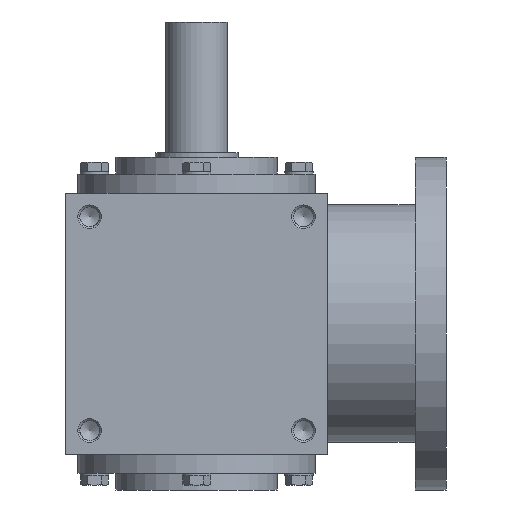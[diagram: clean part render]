
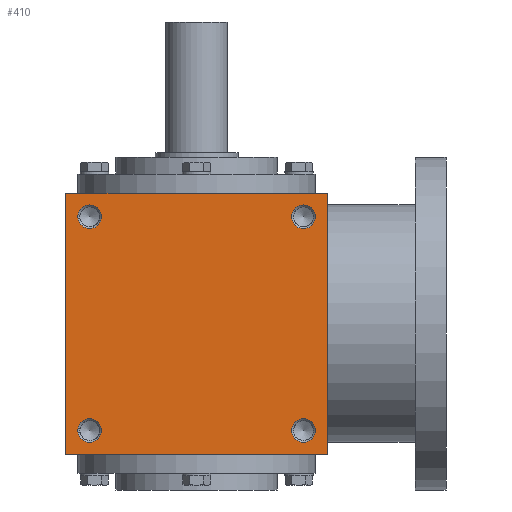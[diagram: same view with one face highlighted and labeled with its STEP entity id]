
A CAD part, front view. The second image highlights one B-rep face of the part: STEP entity #410.
In plain terms, the highlighted planar face has unit normal (0, -1, 0).
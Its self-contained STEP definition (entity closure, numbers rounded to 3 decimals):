
#410 = ADVANCED_FACE( '', ( #888, #889, #890, #891, #892 ), #893, .F. );
#888 = FACE_BOUND( '', #1571, .T. );
#889 = FACE_BOUND( '', #1572, .T. );
#890 = FACE_BOUND( '', #1573, .T. );
#891 = FACE_BOUND( '', #1574, .T. );
#892 = FACE_OUTER_BOUND( '', #1575, .T. );
#893 = PLANE( '', #1576 );
#1571 = EDGE_LOOP( '', ( #2381 ) );
#1572 = EDGE_LOOP( '', ( #2382 ) );
#1573 = EDGE_LOOP( '', ( #2383 ) );
#1574 = EDGE_LOOP( '', ( #2384 ) );
#1575 = EDGE_LOOP( '', ( #2385, #2386, #2387, #2388 ) );
#1576 = AXIS2_PLACEMENT_3D( '', #2389, #2390, #2391 );
#2381 = ORIENTED_EDGE( '', *, *, #3499, .T. );
#2382 = ORIENTED_EDGE( '', *, *, #3422, .T. );
#2383 = ORIENTED_EDGE( '', *, *, #3500, .F. );
#2384 = ORIENTED_EDGE( '', *, *, #3501, .F. );
#2385 = ORIENTED_EDGE( '', *, *, #3483, .T. );
#2386 = ORIENTED_EDGE( '', *, *, #3502, .F. );
#2387 = ORIENTED_EDGE( '', *, *, #3356, .F. );
#2388 = ORIENTED_EDGE( '', *, *, #3503, .T. );
#2389 = CARTESIAN_POINT( '', ( -55., -55., 55. ) );
#2390 = DIRECTION( '', ( 0., 1., 0. ) );
#2391 = DIRECTION( '', ( 0., 0., 1. ) );
#3356 = EDGE_CURVE( '', #3837, #3839, #3840, .T. );
#3422 = EDGE_CURVE( '', #3949, #3949, #3950, .T. );
#3483 = EDGE_CURVE( '', #4046, #4050, #4052, .T. );
#3499 = EDGE_CURVE( '', #4071, #4071, #4072, .T. );
#3500 = EDGE_CURVE( '', #4073, #4073, #4074, .T. );
#3501 = EDGE_CURVE( '', #4075, #4075, #4076, .T. );
#3502 = EDGE_CURVE( '', #3839, #4050, #4077, .T. );
#3503 = EDGE_CURVE( '', #3837, #4046, #4078, .T. );
#3837 = VERTEX_POINT( '', #4515 );
#3839 = VERTEX_POINT( '', #4518 );
#3840 = LINE( '', #4519, #4520 );
#3949 = VERTEX_POINT( '', #4635 );
#3950 = CIRCLE( '', #4636, 5. );
#4046 = VERTEX_POINT( '', #4760 );
#4050 = VERTEX_POINT( '', #4766 );
#4052 = LINE( '', #4769, #4770 );
#4071 = VERTEX_POINT( '', #4789 );
#4072 = CIRCLE( '', #4790, 5. );
#4073 = VERTEX_POINT( '', #4791 );
#4074 = CIRCLE( '', #4792, 5. );
#4075 = VERTEX_POINT( '', #4793 );
#4076 = CIRCLE( '', #4794, 5. );
#4077 = LINE( '', #4795, #4796 );
#4078 = LINE( '', #4797, #4798 );
#4515 = CARTESIAN_POINT( '', ( -55., -55., 55. ) );
#4518 = CARTESIAN_POINT( '', ( 55., -55., 55. ) );
#4519 = CARTESIAN_POINT( '', ( -55., -55., 55. ) );
#4520 = VECTOR( '', #5331, 1000. );
#4635 = CARTESIAN_POINT( '', ( -45., -55., 50. ) );
#4636 = AXIS2_PLACEMENT_3D( '', #5464, #5465, #5466 );
#4760 = CARTESIAN_POINT( '', ( -55., -55., -55. ) );
#4766 = CARTESIAN_POINT( '', ( 55., -55., -55. ) );
#4769 = CARTESIAN_POINT( '', ( -55., -55., -55. ) );
#4770 = VECTOR( '', #5571, 1000. );
#4789 = CARTESIAN_POINT( '', ( -45., -55., -40. ) );
#4790 = AXIS2_PLACEMENT_3D( '', #5593, #5594, #5595 );
#4791 = CARTESIAN_POINT( '', ( 45., -55., -50. ) );
#4792 = AXIS2_PLACEMENT_3D( '', #5596, #5597, #5598 );
#4793 = CARTESIAN_POINT( '', ( 45., -55., 40. ) );
#4794 = AXIS2_PLACEMENT_3D( '', #5599, #5600, #5601 );
#4795 = CARTESIAN_POINT( '', ( 55., -55., 55. ) );
#4796 = VECTOR( '', #5602, 1000. );
#4797 = CARTESIAN_POINT( '', ( -55., -55., 55. ) );
#4798 = VECTOR( '', #5603, 1000. );
#5331 = DIRECTION( '', ( 1., 0., 0. ) );
#5464 = CARTESIAN_POINT( '', ( -45., -55., 45. ) );
#5465 = DIRECTION( '', ( 0., 1., 0. ) );
#5466 = DIRECTION( '', ( 0., 0., 1. ) );
#5571 = DIRECTION( '', ( 1., 0., 0. ) );
#5593 = CARTESIAN_POINT( '', ( -45., -55., -45. ) );
#5594 = DIRECTION( '', ( 0., 1., 0. ) );
#5595 = DIRECTION( '', ( 0., 0., 1. ) );
#5596 = CARTESIAN_POINT( '', ( 45., -55., -45. ) );
#5597 = DIRECTION( '', ( 0., -1., 0. ) );
#5598 = DIRECTION( '', ( 0., 0., -1. ) );
#5599 = CARTESIAN_POINT( '', ( 45., -55., 45. ) );
#5600 = DIRECTION( '', ( 0., -1., 0. ) );
#5601 = DIRECTION( '', ( 0., 0., -1. ) );
#5602 = DIRECTION( '', ( 0., 0., -1. ) );
#5603 = DIRECTION( '', ( 0., 0., -1. ) );
